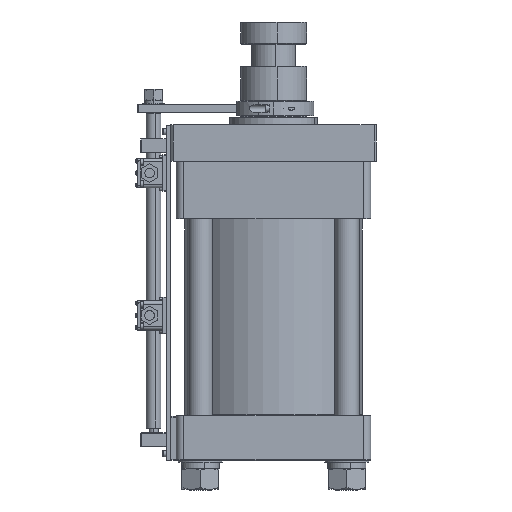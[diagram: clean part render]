
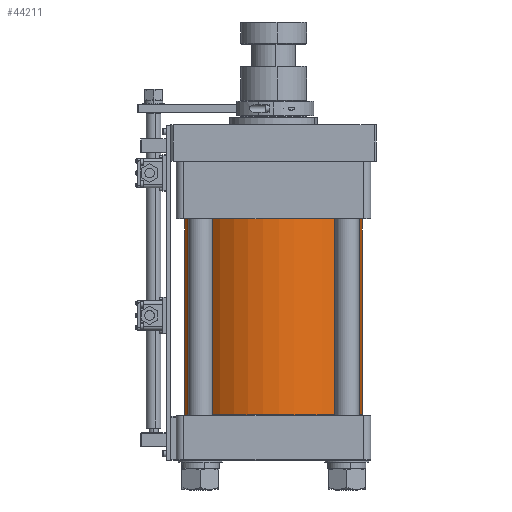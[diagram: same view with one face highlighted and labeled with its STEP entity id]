
A CAD part, left-side view. The second image highlights one B-rep face of the part: STEP entity #44211.
In plain terms, the highlighted cylindrical face has radius 121 mm (diameter 242 mm), a partial arc.
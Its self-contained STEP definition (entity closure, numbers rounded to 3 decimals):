
#38048 = CYLINDRICAL_SURFACE ( 'NONE', #39751, 121. ) ;
#39735 = CARTESIAN_POINT ( 'NONE',  ( 6352.458, -17369.164, 0. ) ) ;
#39748 = DIRECTION ( 'NONE',  ( -1., 0., 0. ) ) ;
#39751 = AXIS2_PLACEMENT_3D ( 'NONE', #39735, #39748, #39761 ) ;
#39761 = DIRECTION ( 'NONE',  ( 0., 0., 1. ) ) ;
#41185 = AXIS2_PLACEMENT_3D ( 'NONE', #41301, #41294, #41292 ) ;
#41233 = CIRCLE ( 'NONE', #41185, 121. ) ;
#41249 = FACE_OUTER_BOUND ( 'NONE', #44214, .T. ) ;
#41282 = CARTESIAN_POINT ( 'NONE',  ( 6628.127, -17369.164, -121. ) ) ;
#41292 = DIRECTION ( 'NONE',  ( 0., 0., 1. ) ) ;
#41294 = DIRECTION ( 'NONE',  ( -1., 0., 0. ) ) ;
#41299 = CARTESIAN_POINT ( 'NONE',  ( 6628.127, -17369.164, 121. ) ) ;
#41301 = CARTESIAN_POINT ( 'NONE',  ( 6628.127, -17369.164, 0. ) ) ;
#41848 = DIRECTION ( 'NONE',  ( 0., 0., 1. ) ) ;
#41850 = DIRECTION ( 'NONE',  ( -1., 0., 0. ) ) ;
#41852 = AXIS2_PLACEMENT_3D ( 'NONE', #41862, #41850, #41848 ) ;
#41853 = CIRCLE ( 'NONE', #41852, 121. ) ;
#41862 = CARTESIAN_POINT ( 'NONE',  ( 6361.127, -17369.164, 0. ) ) ;
#41915 = DIRECTION ( 'NONE',  ( -1., 0., 0. ) ) ;
#41916 = VECTOR ( 'NONE', #41915, 1000. ) ;
#41918 = CARTESIAN_POINT ( 'NONE',  ( 6352.458, -17369.164, -121. ) ) ;
#41921 = LINE ( 'NONE', #41918, #41916 ) ;
#41923 = DIRECTION ( 'NONE',  ( -1., 0., 0. ) ) ;
#41928 = VECTOR ( 'NONE', #41923, 1000. ) ;
#41930 = CARTESIAN_POINT ( 'NONE',  ( 6352.458, -17369.164, 121. ) ) ;
#41932 = LINE ( 'NONE', #41930, #41928 ) ;
#41937 = CARTESIAN_POINT ( 'NONE',  ( 6361.127, -17369.164, 121. ) ) ;
#41961 = CARTESIAN_POINT ( 'NONE',  ( 6361.127, -17369.164, -121. ) ) ;
#44192 = EDGE_CURVE ( 'NONE', #44193, #44198, #41233, .T. ) ;
#44193 = VERTEX_POINT ( 'NONE', #41299 ) ;
#44198 = VERTEX_POINT ( 'NONE', #41282 ) ;
#44211 = ADVANCED_FACE ( 'NONE', ( #41249 ), #38048, .T. ) ;
#44214 = EDGE_LOOP ( 'NONE', ( #44608, #44590, #44589, #44610 ) ) ;
#44577 = EDGE_CURVE ( 'NONE', #44627, #44594, #41853, .T. ) ;
#44589 = ORIENTED_EDGE ( 'NONE', *, *, #44577, .F. ) ;
#44590 = ORIENTED_EDGE ( 'NONE', *, *, #44615, .T. ) ;
#44594 = VERTEX_POINT ( 'NONE', #41961 ) ;
#44608 = ORIENTED_EDGE ( 'NONE', *, *, #44192, .T. ) ;
#44610 = ORIENTED_EDGE ( 'NONE', *, *, #44613, .F. ) ;
#44613 = EDGE_CURVE ( 'NONE', #44193, #44627, #41932, .T. ) ;
#44615 = EDGE_CURVE ( 'NONE', #44198, #44594, #41921, .T. ) ;
#44627 = VERTEX_POINT ( 'NONE', #41937 ) ;
